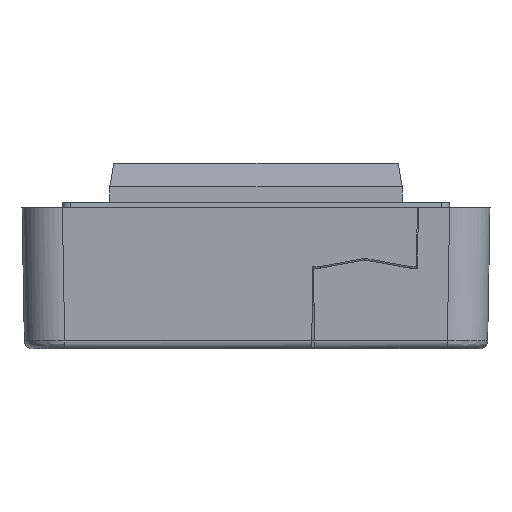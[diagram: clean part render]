
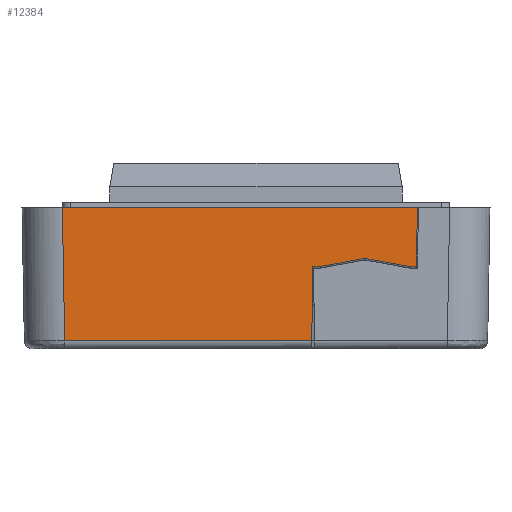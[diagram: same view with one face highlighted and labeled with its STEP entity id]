
A CAD part, left-side view. The second image highlights one B-rep face of the part: STEP entity #12384.
In plain terms, the highlighted planar face has unit normal (-1, 0, -0.018).
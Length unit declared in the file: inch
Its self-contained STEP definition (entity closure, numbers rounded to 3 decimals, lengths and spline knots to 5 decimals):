
#1662 = CARTESIAN_POINT ( 'NONE',  ( -2.91339, -0.7874, 0.05906 ) ) ;
#3101 = PLANE ( 'NONE',  #32067 ) ;
#3464 = ORIENTED_EDGE ( 'NONE', *, *, #18294, .F. ) ;
#4230 = CARTESIAN_POINT ( 'NONE',  ( -2.90837, -0.78238, -0.22848 ) ) ;
#4246 = EDGE_CURVE ( 'NONE', #41071, #16566, #41980, .T. ) ;
#4944 = VERTEX_POINT ( 'NONE', #1662 ) ;
#5107 = DIRECTION ( 'NONE',  ( 0., -1., 0. ) ) ;
#5440 = VECTOR ( 'NONE', #17545, 39.37008 ) ;
#5955 = CARTESIAN_POINT ( 'NONE',  ( -2.91339, 0., 0.05906 ) ) ;
#6699 = VECTOR ( 'NONE', #42118, 39.37008 ) ;
#6962 = DIRECTION ( 'NONE',  ( -0.017, 0.017, 1. ) ) ;
#7099 = ORIENTED_EDGE ( 'NONE', *, *, #32338, .T. ) ;
#7151 = ORIENTED_EDGE ( 'NONE', *, *, #28465, .T. ) ;
#7640 = VERTEX_POINT ( 'NONE', #12072 ) ;
#7872 = CARTESIAN_POINT ( 'NONE',  ( -2.90837, -0.27566, -0.22848 ) ) ;
#9175 = LINE ( 'NONE', #32524, #6699 ) ;
#12072 = CARTESIAN_POINT ( 'NONE',  ( -2.90906, -0.5315, -0.18898 ) ) ;
#12135 = VERTEX_POINT ( 'NONE', #12771 ) ;
#12384 = ADVANCED_FACE ( 'NONE', ( #32355 ), #3101, .T. ) ;
#12729 = LINE ( 'NONE', #5955, #19549 ) ;
#12771 = CARTESIAN_POINT ( 'NONE',  ( -2.91339, 0.94491, 0.05906 ) ) ;
#13138 = EDGE_LOOP ( 'NONE', ( #21342, #27539, #14503, #25796, #42111, #3464, #21365, #7099, #7151 ) ) ;
#13417 = EDGE_CURVE ( 'NONE', #12135, #4944, #12729, .T. ) ;
#14503 = ORIENTED_EDGE ( 'NONE', *, *, #29030, .T. ) ;
#16102 = VERTEX_POINT ( 'NONE', #41130 ) ;
#16208 = CARTESIAN_POINT ( 'NONE',  ( -2.91339, 1.08268, 0.05906 ) ) ;
#16426 = CARTESIAN_POINT ( 'NONE',  ( -2.90837, 1.08268, -0.22848 ) ) ;
#16566 = VERTEX_POINT ( 'NONE', #41412 ) ;
#16863 = VECTOR ( 'NONE', #37894, 39.37008 ) ;
#17545 = DIRECTION ( 'NONE',  ( -0.017, -0.017, 1. ) ) ;
#17748 = VERTEX_POINT ( 'NONE', #7872 ) ;
#18294 = EDGE_CURVE ( 'NONE', #41071, #12135, #36844, .T. ) ;
#19225 = EDGE_CURVE ( 'NONE', #26208, #7640, #9175, .T. ) ;
#19549 = VECTOR ( 'NONE', #19899, 39.37008 ) ;
#19899 = DIRECTION ( 'NONE',  ( 0., -1., 0. ) ) ;
#20806 = LINE ( 'NONE', #4230, #5440 ) ;
#20865 = LINE ( 'NONE', #34410, #16863 ) ;
#21342 = ORIENTED_EDGE ( 'NONE', *, *, #19225, .T. ) ;
#21365 = ORIENTED_EDGE ( 'NONE', *, *, #4246, .T. ) ;
#21900 = CARTESIAN_POINT ( 'NONE',  ( -2.90203, 1.08268, -0.59124 ) ) ;
#22638 = VECTOR ( 'NONE', #6962, 39.37008 ) ;
#23708 = DIRECTION ( 'NONE',  ( 0., -1., 0. ) ) ;
#25711 = CARTESIAN_POINT ( 'NONE',  ( -2.90906, -0.5315, -0.18898 ) ) ;
#25796 = ORIENTED_EDGE ( 'NONE', *, *, #27216, .T. ) ;
#25814 = DIRECTION ( 'NONE',  ( 0., -1., 0. ) ) ;
#26208 = VERTEX_POINT ( 'NONE', #27793 ) ;
#26277 = VECTOR ( 'NONE', #5107, 39.37008 ) ;
#26457 = LINE ( 'NONE', #16426, #34053 ) ;
#26671 = DIRECTION ( 'NONE',  ( 0.017, 0., -1. ) ) ;
#27216 = EDGE_CURVE ( 'NONE', #41418, #4944, #20806, .T. ) ;
#27539 = ORIENTED_EDGE ( 'NONE', *, *, #30395, .T. ) ;
#27793 = CARTESIAN_POINT ( 'NONE',  ( -2.90837, -0.31425, -0.22848 ) ) ;
#28465 = EDGE_CURVE ( 'NONE', #17748, #26208, #40287, .T. ) ;
#29030 = EDGE_CURVE ( 'NONE', #16102, #41418, #26457, .T. ) ;
#30395 = EDGE_CURVE ( 'NONE', #7640, #16102, #42289, .T. ) ;
#32067 = AXIS2_PLACEMENT_3D ( 'NONE', #16208, #43032, #26671 ) ;
#32338 = EDGE_CURVE ( 'NONE', #16566, #17748, #20865, .T. ) ;
#32355 = FACE_OUTER_BOUND ( 'NONE', #13138, .T. ) ;
#32524 = CARTESIAN_POINT ( 'NONE',  ( -2.90837, -0.31425, -0.22848 ) ) ;
#34053 = VECTOR ( 'NONE', #25814, 39.37008 ) ;
#34410 = CARTESIAN_POINT ( 'NONE',  ( -2.90203, -0.27249, -0.59124 ) ) ;
#35602 = VECTOR ( 'NONE', #42507, 39.37008 ) ;
#36467 = CARTESIAN_POINT ( 'NONE',  ( -2.90837, -0.78238, -0.22848 ) ) ;
#36844 = LINE ( 'NONE', #43191, #22638 ) ;
#37880 = CARTESIAN_POINT ( 'NONE',  ( -2.90837, 1.08268, -0.22848 ) ) ;
#37894 = DIRECTION ( 'NONE',  ( -0.017, -0.009, 1. ) ) ;
#40287 = LINE ( 'NONE', #37880, #40353 ) ;
#40353 = VECTOR ( 'NONE', #23708, 39.37008 ) ;
#41071 = VERTEX_POINT ( 'NONE', #41694 ) ;
#41130 = CARTESIAN_POINT ( 'NONE',  ( -2.90837, -0.74874, -0.22848 ) ) ;
#41412 = CARTESIAN_POINT ( 'NONE',  ( -2.90203, -0.27249, -0.59124 ) ) ;
#41418 = VERTEX_POINT ( 'NONE', #36467 ) ;
#41694 = CARTESIAN_POINT ( 'NONE',  ( -2.90203, 0.93356, -0.59124 ) ) ;
#41980 = LINE ( 'NONE', #21900, #26277 ) ;
#42111 = ORIENTED_EDGE ( 'NONE', *, *, #13417, .F. ) ;
#42118 = DIRECTION ( 'NONE',  ( -0.003, -0.984, 0.179 ) ) ;
#42289 = LINE ( 'NONE', #25711, #35602 ) ;
#42507 = DIRECTION ( 'NONE',  ( 0.003, -0.984, -0.179 ) ) ;
#43032 = DIRECTION ( 'NONE',  ( -1., 0., -0.017 ) ) ;
#43191 = CARTESIAN_POINT ( 'NONE',  ( -2.90743, 0.93895, -0.28236 ) ) ;
